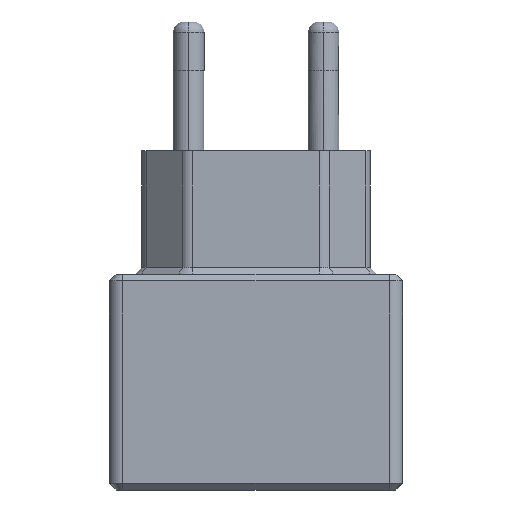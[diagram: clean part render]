
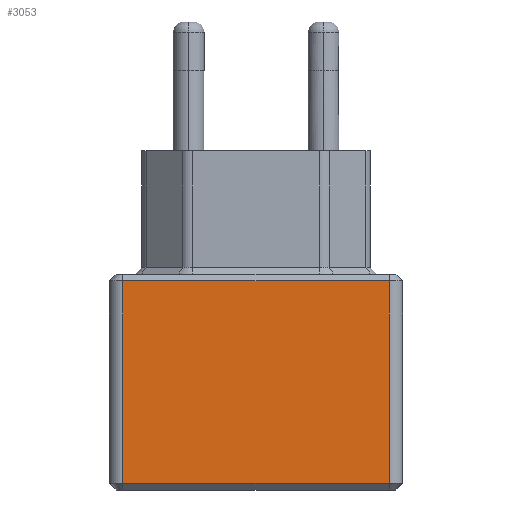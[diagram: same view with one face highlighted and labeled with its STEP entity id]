
A CAD part, left-side view. The second image highlights one B-rep face of the part: STEP entity #3053.
In plain terms, the highlighted planar face has unit normal (-1, 0, 0).
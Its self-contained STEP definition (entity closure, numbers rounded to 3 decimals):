
#3 = EDGE_CURVE ( 'NONE', #1709, #518, #1391, .T. ) ;
#26 = CARTESIAN_POINT ( 'NONE',  ( -37.5, 19.75, 1. ) ) ;
#290 = CARTESIAN_POINT ( 'NONE',  ( -37.5, 19.75, 31. ) ) ;
#518 = VERTEX_POINT ( 'NONE', #1111 ) ;
#531 = DIRECTION ( 'NONE',  ( 0., 0., -1. ) ) ;
#662 = DIRECTION ( 'NONE',  ( 0., -1., 0. ) ) ;
#749 = EDGE_CURVE ( 'NONE', #1002, #1709, #1930, .T. ) ;
#939 = CARTESIAN_POINT ( 'NONE',  ( -37.5, -19.75, 32. ) ) ;
#1002 = VERTEX_POINT ( 'NONE', #290 ) ;
#1085 = VECTOR ( 'NONE', #1375, 1000. ) ;
#1111 = CARTESIAN_POINT ( 'NONE',  ( -37.5, -19.75, 1. ) ) ;
#1218 = EDGE_LOOP ( 'NONE', ( #2979, #2126, #2446, #2804 ) ) ;
#1220 = DIRECTION ( 'NONE',  ( 0., 0., -1. ) ) ;
#1246 = VECTOR ( 'NONE', #662, 1000. ) ;
#1282 = LINE ( 'NONE', #2238, #1085 ) ;
#1375 = DIRECTION ( 'NONE',  ( 0., 1., 0. ) ) ;
#1391 = LINE ( 'NONE', #2089, #1246 ) ;
#1437 = PLANE ( 'NONE',  #2167 ) ;
#1479 = LINE ( 'NONE', #939, #1657 ) ;
#1657 = VECTOR ( 'NONE', #1220, 1000. ) ;
#1698 = EDGE_CURVE ( 'NONE', #2396, #518, #1479, .T. ) ;
#1709 = VERTEX_POINT ( 'NONE', #26 ) ;
#1930 = LINE ( 'NONE', #2689, #2672 ) ;
#2038 = CARTESIAN_POINT ( 'NONE',  ( -37.5, -19.75, 31. ) ) ;
#2089 = CARTESIAN_POINT ( 'NONE',  ( -37.5, -19.75, 1. ) ) ;
#2126 = ORIENTED_EDGE ( 'NONE', *, *, #2291, .T. ) ;
#2167 = AXIS2_PLACEMENT_3D ( 'NONE', #2600, #2346, #3061 ) ;
#2238 = CARTESIAN_POINT ( 'NONE',  ( -37.5, 0., 31. ) ) ;
#2291 = EDGE_CURVE ( 'NONE', #2396, #1002, #1282, .T. ) ;
#2346 = DIRECTION ( 'NONE',  ( -1., 0., 0. ) ) ;
#2396 = VERTEX_POINT ( 'NONE', #2038 ) ;
#2446 = ORIENTED_EDGE ( 'NONE', *, *, #749, .T. ) ;
#2600 = CARTESIAN_POINT ( 'NONE',  ( -37.5, 0., 32. ) ) ;
#2672 = VECTOR ( 'NONE', #531, 1000. ) ;
#2689 = CARTESIAN_POINT ( 'NONE',  ( -37.5, 19.75, 32. ) ) ;
#2804 = ORIENTED_EDGE ( 'NONE', *, *, #3, .T. ) ;
#2893 = FACE_OUTER_BOUND ( 'NONE', #1218, .T. ) ;
#2979 = ORIENTED_EDGE ( 'NONE', *, *, #1698, .F. ) ;
#3053 = ADVANCED_FACE ( 'NONE', ( #2893 ), #1437, .T. ) ;
#3061 = DIRECTION ( 'NONE',  ( 0., 0., 1. ) ) ;
